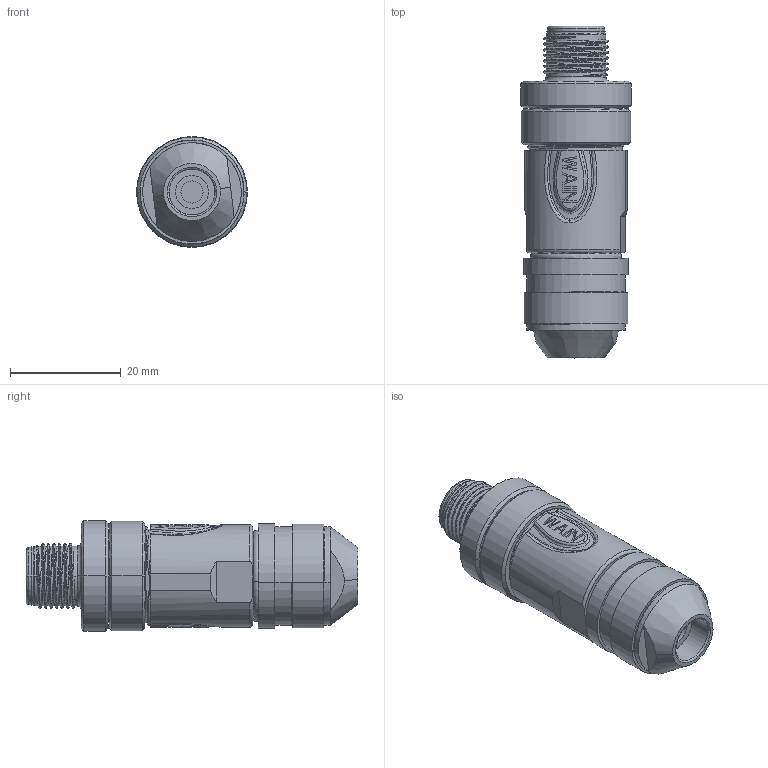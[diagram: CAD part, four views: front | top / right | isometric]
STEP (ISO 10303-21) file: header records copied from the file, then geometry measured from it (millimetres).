
FILE_DESCRIPTION((''),'2;1');
FILE_NAME('3D_1630034142003_M12-M03A-T-D8-','2020-12-29T',('cm.zhong'),(''),'PRO/ENGINEER BY PARAMETRIC TECHNOLOGY CORPORATION, 2012480','PRO/ENGINEER BY PARAMETRIC TECHNOLOGY CORPORATION, 2012480','');
FILE_SCHEMA(('CONFIG_CONTROL_DESIGN'));
Length unit declared in the file: millimetre
Products named in the file (1): 3D_1630034142003_M12-M03A-T-D8-
Bounding box: 20 x 59.9 x 20 mm (x, y, z)
Volume: 11798.9 mm3; surface area: 6446.2 mm2
Topology: 1 solids, 2 shells, 300 faces, 831 edges, 562 vertices
Faces by surface type: plane 129, cylinder 86, bspline 33, cone 28, torus 15, sphere 6, extrusion 3
Entity records: 18763 total; most frequent: CARTESIAN_POINT 11315, ORIENTED_EDGE 1650, DIRECTION 1415, EDGE_CURVE 825, VERTEX_POINT 562, AXIS2_PLACEMENT_3D 553, EDGE_LOOP 337, VECTOR 309
